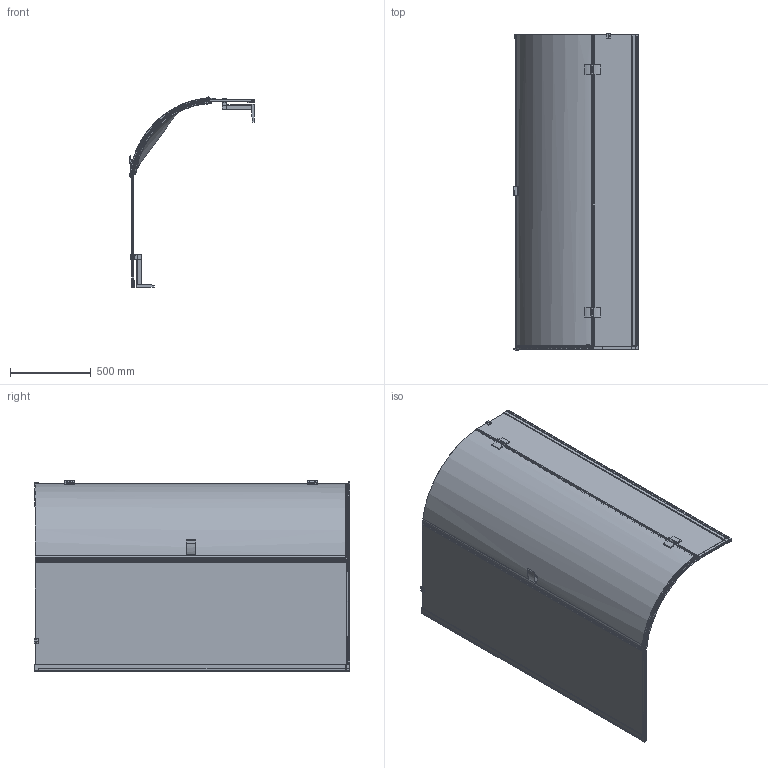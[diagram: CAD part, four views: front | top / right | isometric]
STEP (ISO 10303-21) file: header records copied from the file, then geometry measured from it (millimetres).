
FILE_DESCRIPTION (( 'STEP AP214' ), '1' );
FILE_NAME ('aqf8CX-770x1170x1950.STEP', '2020-04-20T12:03:38', ( '' ), ( '' ), 'SwSTEP 2.0', 'SolidWorks 2016', '' );
FILE_SCHEMA (( 'AUTOMOTIVE_DESIGN' ));
Length unit declared in the file: millimetre
Products named in the file (1): aqf8CX-770x1170x1950
Bounding box: 771.88 x 1956.3 x 1176.51 mm (x, y, z)
Volume: 25963978.6 mm3; surface area: 7356126.8 mm2
Topology: 1 solids, 10 shells, 2863 faces, 7875 edges, 5022 vertices
Faces by surface type: plane 1101, cylinder 1027, bspline 301, torus 292, cone 115, sphere 27
Entity records: 134450 total; most frequent: CARTESIAN_POINT 68556, ORIENTED_EDGE 15724, DIRECTION 10879, EDGE_CURVE 7862, VERTEX_POINT 5018, AXIS2_PLACEMENT_3D 3651, LINE 3577, VECTOR 3577
